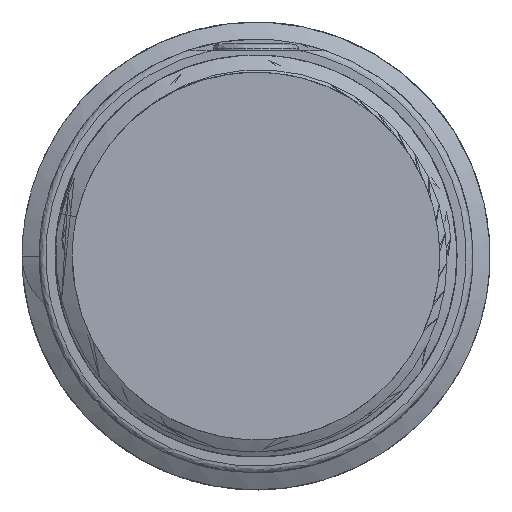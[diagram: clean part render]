
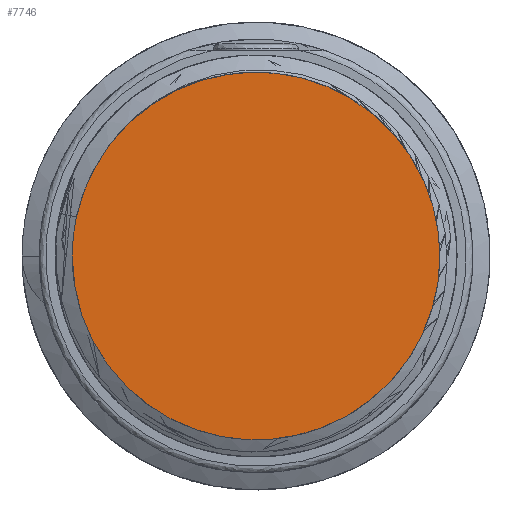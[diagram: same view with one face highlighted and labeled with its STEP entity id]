
A CAD part, left-side view. The second image highlights one B-rep face of the part: STEP entity #7746.
In plain terms, the highlighted free-form (B-spline) face has degree [1, 1] with [2, 2] control points.
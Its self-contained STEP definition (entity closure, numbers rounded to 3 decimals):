
#3205=CARTESIAN_POINT('',(3.,8.35,0.));
#3206=VERTEX_POINT('',#3205);
#3212=CARTESIAN_POINT('',(3.,8.35,0.));
#3213=CARTESIAN_POINT('',(3.,8.35,-8.35));
#3214=CARTESIAN_POINT('',(3.,0.,-8.35));
#3215=CARTESIAN_POINT('',(3.,-8.35,-8.35));
#3216=CARTESIAN_POINT('',(3.,-8.35,0.));
#3217=CARTESIAN_POINT('',(3.,-8.35,8.35));
#3218=CARTESIAN_POINT('',(3.,0.,8.35));
#3219=CARTESIAN_POINT('',(3.,8.35,8.35));
#3220=CARTESIAN_POINT('',(3.,8.35,0.));
#3221=(BOUNDED_CURVE()B_SPLINE_CURVE(2,(#3212,#3213,#3214,#3215,#3216,#3217,#3218,#3219,#3220),.CIRCULAR_ARC.,.T.,.U.)B_SPLINE_CURVE_WITH_KNOTS((3,2,2,2,3),(0.,0.25,0.5,0.75,1.),.UNSPECIFIED.)CURVE()GEOMETRIC_REPRESENTATION_ITEM()RATIONAL_B_SPLINE_CURVE((1.,0.707,1.,0.707,1.,0.707,1.,0.707,1.))REPRESENTATION_ITEM(''));
#3222=EDGE_CURVE('',#3206,#3206,#3221,.T.);
#7738=CARTESIAN_POINT('',(3.,-21.732,19.053));
#7739=CARTESIAN_POINT('',(3.,-21.732,-19.053));
#7740=CARTESIAN_POINT('',(3.,16.373,19.053));
#7741=CARTESIAN_POINT('',(3.,16.373,-19.053));
#7742=B_SPLINE_SURFACE_WITH_KNOTS('',1,1,((#7738,#7739),(#7740,#7741)),.PLANE_SURF.,.F.,.F.,.U.,(2,2),(2,2),(0.,1.),(0.,1.),.UNSPECIFIED.);
#7743=ORIENTED_EDGE('',*,*,#3222,.T.);
#7744=EDGE_LOOP('',(#7743));
#7745=FACE_OUTER_BOUND('',#7744,.T.);
#7746=ADVANCED_FACE('',(#7745),#7742,.T.);
